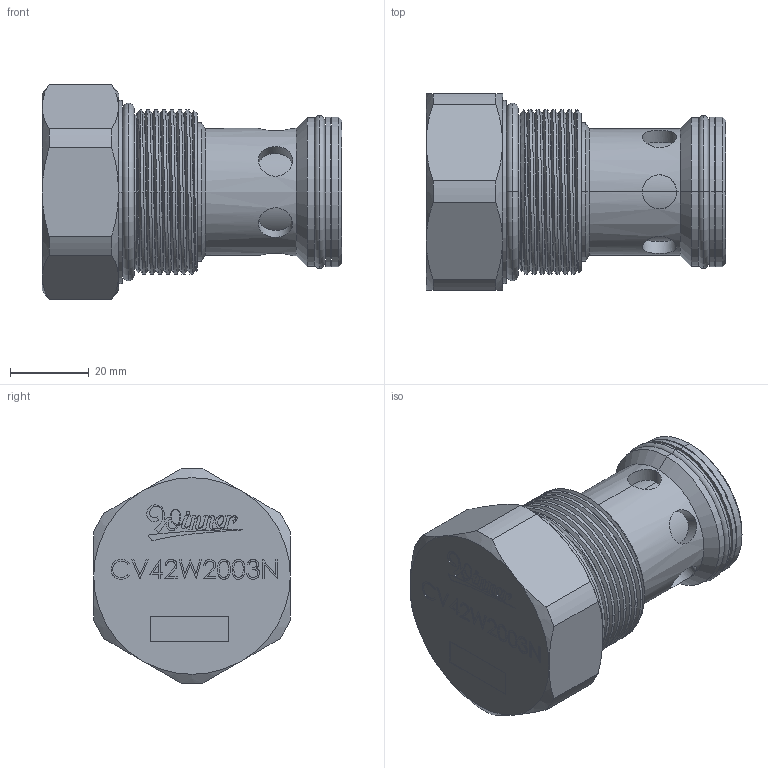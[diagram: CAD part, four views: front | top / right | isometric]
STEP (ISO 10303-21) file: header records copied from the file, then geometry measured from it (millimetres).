
FILE_DESCRIPTION (( 'STEP AP203' ), '1' );
FILE_NAME ('CV42W20-N.STEP', '2020-03-03T00:19:58', ( '' ), ( '' ), 'SwSTEP 2.0', 'SolidWorks 2018', '' );
FILE_SCHEMA (( 'CONFIG_CONTROL_DESIGN' ));
Length unit declared in the file: millimetre
Products named in the file (1): CV42W20-N
Bounding box: 76.13 x 50 x 54.77 mm (x, y, z)
Volume: 98191.3 mm3; surface area: 19895.4 mm2
Topology: 4 solids, 4 shells, 444 faces, 1180 edges, 771 vertices
Faces by surface type: cylinder 205, plane 142, bspline 56, torus 24, cone 17
Entity records: 19511 total; most frequent: CARTESIAN_POINT 8590, ORIENTED_EDGE 2360, DIRECTION 2160, EDGE_CURVE 1180, AXIS2_PLACEMENT_3D 785, VERTEX_POINT 771, LINE 590, VECTOR 590
